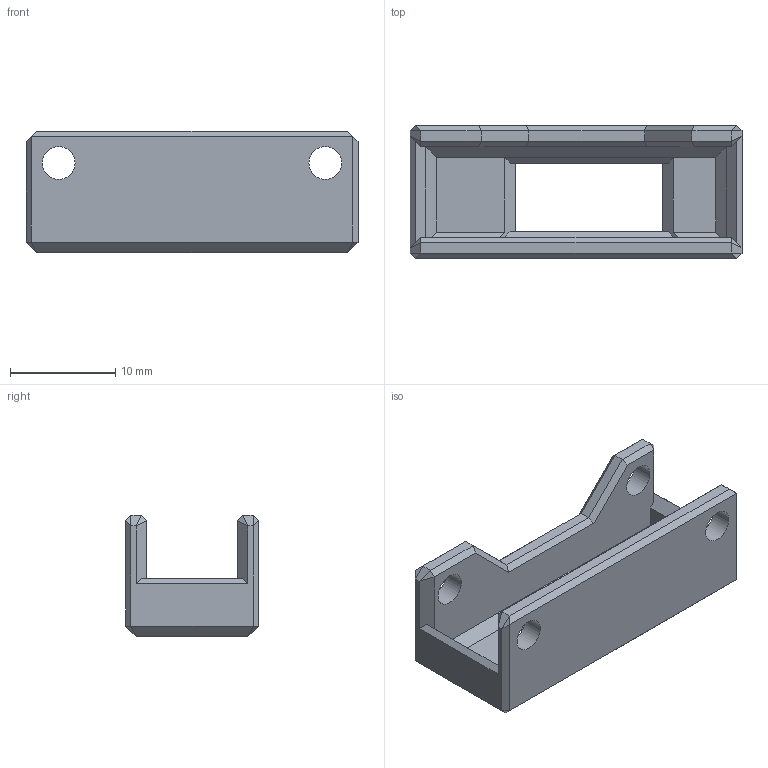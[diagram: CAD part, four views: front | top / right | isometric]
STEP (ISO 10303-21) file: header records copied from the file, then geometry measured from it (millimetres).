
FILE_DESCRIPTION(/* description */ (''),/* implementation_level */ '2;1');
FILE_NAME(/* name */ 'rear_port_bumber v32.step',/* time_stamp */ '2023-04-30T21:20:08+03:00',/* author */ (''),/* organization */ (''),/* preprocessor_version */ 'ST-DEVELOPER v19.2',/* originating_system */ 'Autodesk Translation Framework v12.4.0.73',/* authorisation */ '');
FILE_SCHEMA (('AUTOMOTIVE_DESIGN { 1 0 10303 214 3 1 1 }'));
Length unit declared in the file: millimetre
Products named in the file (1): rear_port_bumber
Bounding box: 31.5 x 12.6 x 11.5 mm (x, y, z)
Volume: 1534.3 mm3; surface area: 1971.6 mm2
Topology: 1 solids, 1 shells, 112 faces, 277 edges, 168 vertices
Faces by surface type: plane 91, bspline 17, cylinder 4
Full cylindrical faces by diameter (mm): 3.1 x4
Entity records: 3419 total; most frequent: CARTESIAN_POINT 847, ORIENTED_EDGE 554, DIRECTION 443, EDGE_CURVE 277, LINE 235, VECTOR 235, VERTEX_POINT 168, EDGE_LOOP 123
